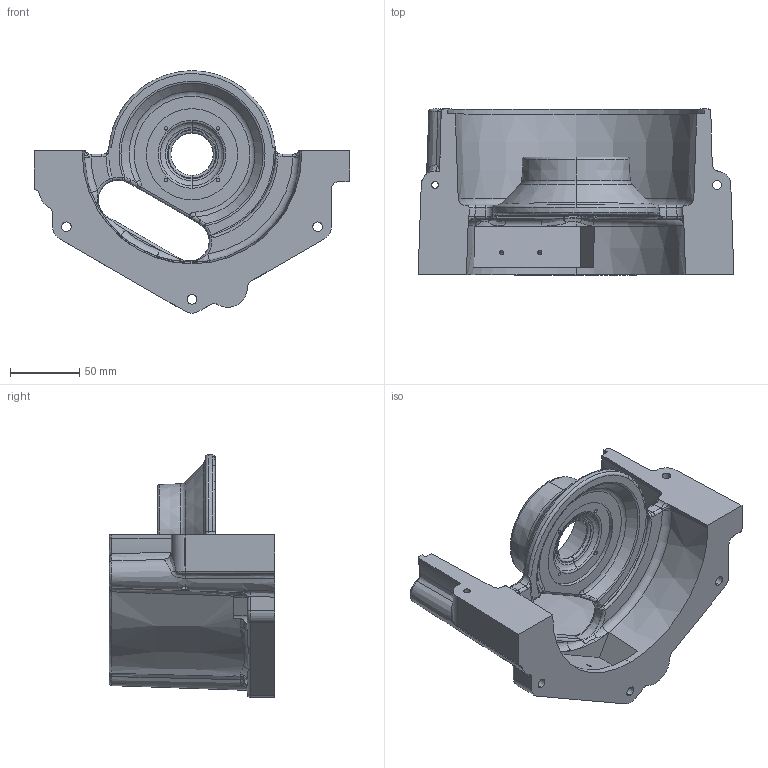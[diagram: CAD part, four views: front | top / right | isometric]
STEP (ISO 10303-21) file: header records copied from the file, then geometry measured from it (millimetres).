
FILE_DESCRIPTION (( 'STEP AP203' ), '1' );
FILE_NAME ('P027_v05 - fechamento_traseiro_motor - fundida.STEP', '2025-04-11T14:52:41', ( '' ), ( '' ), 'SwSTEP 2.0', 'SolidWorks 2018', '' );
FILE_SCHEMA (( 'CONFIG_CONTROL_DESIGN' ));
Length unit declared in the file: millimetre
Products named in the file (1): P027_v05 - fechamento_traseiro_motor - fundida
Bounding box: 228.54 x 120 x 175.34 mm (x, y, z)
Volume: 826456.1 mm3; surface area: 136926.3 mm2
Topology: 1 solids, 1 shells, 314 faces, 784 edges, 466 vertices
Faces by surface type: cylinder 74, torus 73, bspline 71, plane 62, cone 24, sphere 10
Entity records: 13962 total; most frequent: CARTESIAN_POINT 6898, ORIENTED_EDGE 1534, DIRECTION 1424, EDGE_CURVE 767, AXIS2_PLACEMENT_3D 623, VERTEX_POINT 466, CIRCLE 379, EDGE_LOOP 339
